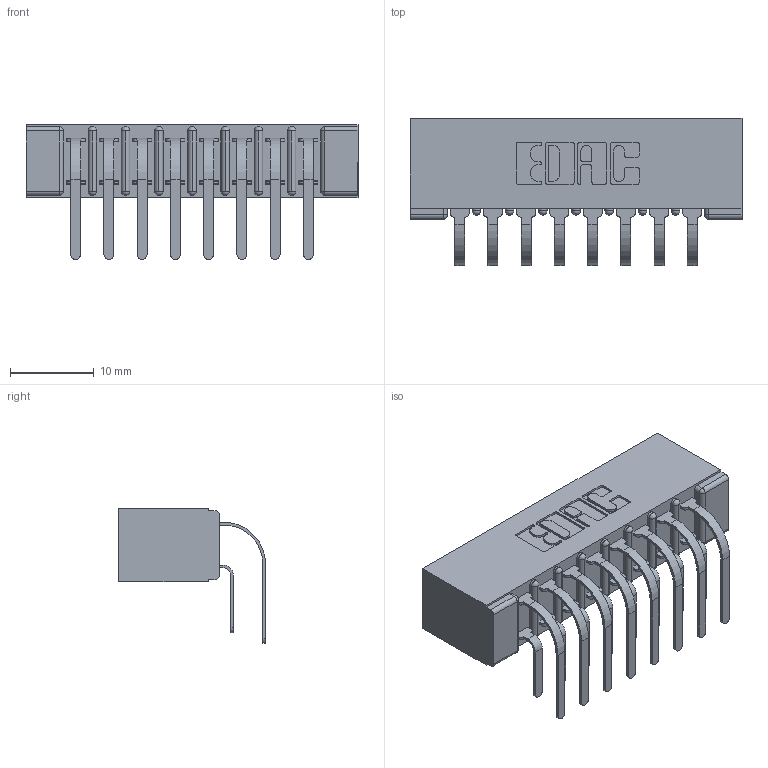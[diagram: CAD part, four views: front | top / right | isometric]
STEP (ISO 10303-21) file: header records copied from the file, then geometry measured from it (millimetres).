
FILE_DESCRIPTION (( 'STEP AP203' ), '1' );
FILE_NAME ('307-016-459-201.STEP', '2022-07-07T15:19:05', ( '' ), ( '' ), 'SwSTEP 2.0', 'SolidWorks 2020', '' );
FILE_SCHEMA (( 'CONFIG_CONTROL_DESIGN' ));
Length unit declared in the file: inch
Products named in the file (4): 307-290-001_558 559 - 1 (Single); 307-016-459-201; 307 Part_No Mounting Lugs; 307-290-001_559 - 2 (Single)
Assembly tree (17 placements, depth 2):
  307-016-459-201
    307 Part_No Mounting Lugs
    307-290-001_558 559 - 1 (Single)  x8
    307-290-001_559 - 2 (Single)  x8
Bounding box: 39.57 x 17.51 x 16.08 mm (x, y, z)
Volume: 2883.4 mm3; surface area: 5168.1 mm2
Topology: 17 solids, 17 shells, 919 faces, 2571 edges, 1666 vertices
Faces by surface type: plane 594, cylinder 307, sphere 18
Entity records: 12475 total; most frequent: CARTESIAN_POINT 2050, ORIENTED_EDGE 2026, DIRECTION 2021, EDGE_CURVE 1013, LINE 763, VECTOR 763, VERTEX_POINT 658, AXIS2_PLACEMENT_3D 629
